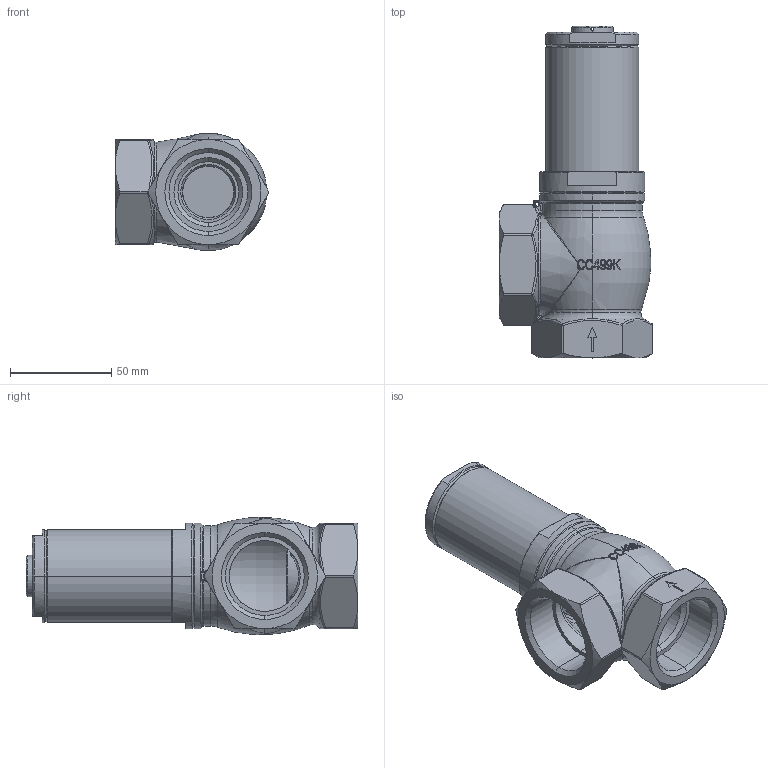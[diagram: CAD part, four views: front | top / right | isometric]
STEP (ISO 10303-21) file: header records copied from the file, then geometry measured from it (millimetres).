
FILE_DESCRIPTION (( 'STEP AP203' ), '1' );
FILE_NAME ('617 1 1-4 Dummy.STEP', '2010-11-02T08:14:26', ( 'Blankenhorn' ), ( 'Götze' ), 'SwSTEP 2.0', 'SolidWorks 2010', '' );
FILE_SCHEMA (( 'CONFIG_CONTROL_DESIGN' ));
Length unit declared in the file: millimetre
Products named in the file (1): 617 1 1-4 Dummy
Bounding box: 75.87 x 164 x 57.98 mm (x, y, z)
Volume: 175109.6 mm3; surface area: 67615.2 mm2
Topology: 4 solids, 4 shells, 506 faces, 1245 edges, 763 vertices
Faces by surface type: plane 156, bspline 115, cylinder 81, cone 81, torus 58, sphere 15
Entity records: 20906 total; most frequent: CARTESIAN_POINT 9890, ORIENTED_EDGE 2478, DIRECTION 2002, EDGE_CURVE 1239, AXIS2_PLACEMENT_3D 810, VERTEX_POINT 763, EDGE_LOOP 542, ADVANCED_FACE 506
